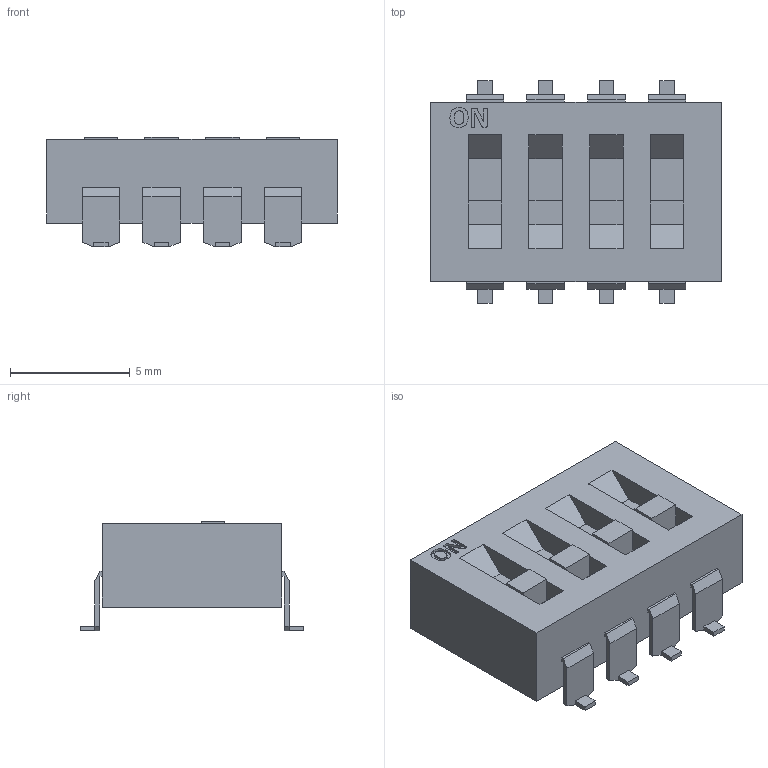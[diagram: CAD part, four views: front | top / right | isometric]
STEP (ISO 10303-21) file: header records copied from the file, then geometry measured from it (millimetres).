
FILE_DESCRIPTION (( 'STEP AP214' ), '1' );
FILE_NAME ('1-1825059-3.STEP', '2023-07-24T07:37:56', ( '' ), ( '' ), 'SwSTEP 2.0', 'SolidWorks 2019', '' );
FILE_SCHEMA (( 'AUTOMOTIVE_DESIGN' ));
Length unit declared in the file: millimetre
Products named in the file (1): 1-1825059-3
Bounding box: 12.14 x 9.3 x 4.6 mm (x, y, z)
Volume: 310.2 mm3; surface area: 469.2 mm2
Topology: 13 solids, 13 shells, 211 faces, 518 edges, 340 vertices
Faces by surface type: plane 191, bspline 20
Entity records: 9096 total; most frequent: CARTESIAN_POINT 2098, ORIENTED_EDGE 1036, DIRECTION 862, EDGE_CURVE 518, VECTOR 478, LINE 478, VERTEX_POINT 340, EDGE_LOOP 218
